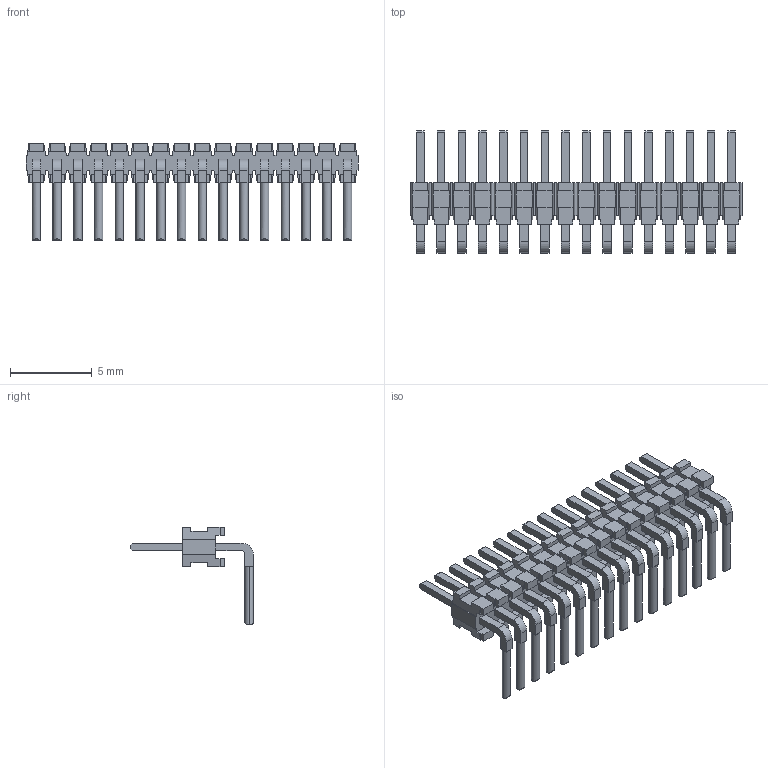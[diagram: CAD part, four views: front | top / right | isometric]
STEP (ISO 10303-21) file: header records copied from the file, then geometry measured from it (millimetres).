
FILE_DESCRIPTION((''),'2;1');
FILE_NAME('SAMTEC_TMS-116-03-G-S-RA.stp','2016-08-22T16:45:18',(''),(''),'Mechanical Desktop 2011','Mechanical Desktop 2011',', , ');
FILE_SCHEMA(('AUTOMOTIVE_DESIGN { 1 2 10303 214 1 1 1 1 }'));
Length unit declared in the file: millimetre
Products named in the file (1): Product
Bounding box: 20.32 x 7.49 x 5.99 mm (x, y, z)
Volume: 122 mm3; surface area: 599.5 mm2
Topology: 33 solids, 33 shells, 870 faces, 2316 edges, 1512 vertices
Faces by surface type: plane 790, cylinder 64, bspline 16
Entity records: 26583 total; most frequent: CARTESIAN_POINT 4747, ORIENTED_EDGE 4632, DIRECTION 4250, EDGE_CURVE 2316, VECTOR 2092, LINE 2092, VERTEX_POINT 1512, AXIS2_PLACEMENT_3D 1079
